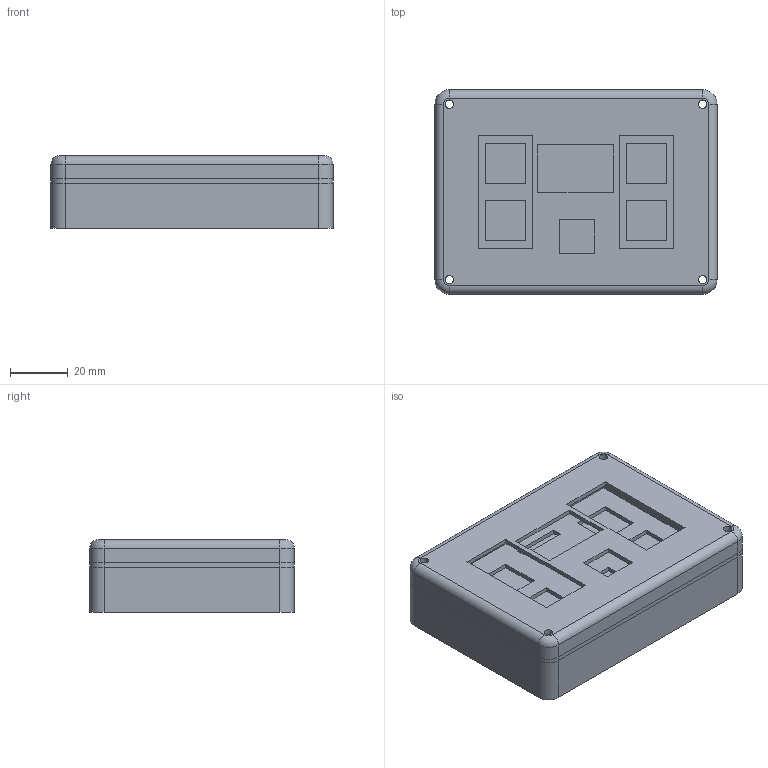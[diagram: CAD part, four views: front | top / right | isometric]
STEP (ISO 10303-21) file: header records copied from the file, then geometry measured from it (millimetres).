
FILE_DESCRIPTION(/* description */ ('STEP AP242','CAx-IF Rec.Pracs.---Representation and Presentation of Product Manufacturing Information (PMI)---4.0---2014-10-13','CAx-IF Rec.Pracs.---3D Tessellated Geometry---0.4---2014-09-14','2;1'),/* implementation_level */ '2;1');
FILE_NAME(/* name */ '671a04b8921e4573a686592c',/* time_stamp */ '2024-10-24T08:26:33Z',/* author */ (''),/* organization */ (''),/* preprocessor_version */ 'ST-DEVELOPER v20',/* originating_system */ ' ',/* authorisation */ ' ');
FILE_SCHEMA (('AP242_MANAGED_MODEL_BASED_3D_ENGINEERING_MIM_LF { 1 0 10303 442 1 1 4 }'));
Length unit declared in the file: metre
Products named in the file (4): Part 4; Part 3; Part 2; Part 1
Bounding box: 98 x 71 x 25.19 mm (x, y, z)
Volume: 96563.5 mm3; surface area: 58651.9 mm2
Topology: 4 solids, 4 shells, 132 faces, 343 edges, 226 vertices
Faces by surface type: plane 88, cylinder 40, torus 4
Full cylindrical faces by diameter (mm): 2.9 x12, 5.8 x4
Entity records: 4139 total; most frequent: CARTESIAN_POINT 689, DIRECTION 683, ORIENTED_EDGE 654, EDGE_CURVE 327, LINE 243, VECTOR 243, VERTEX_POINT 226, AXIS2_PLACEMENT_3D 220
